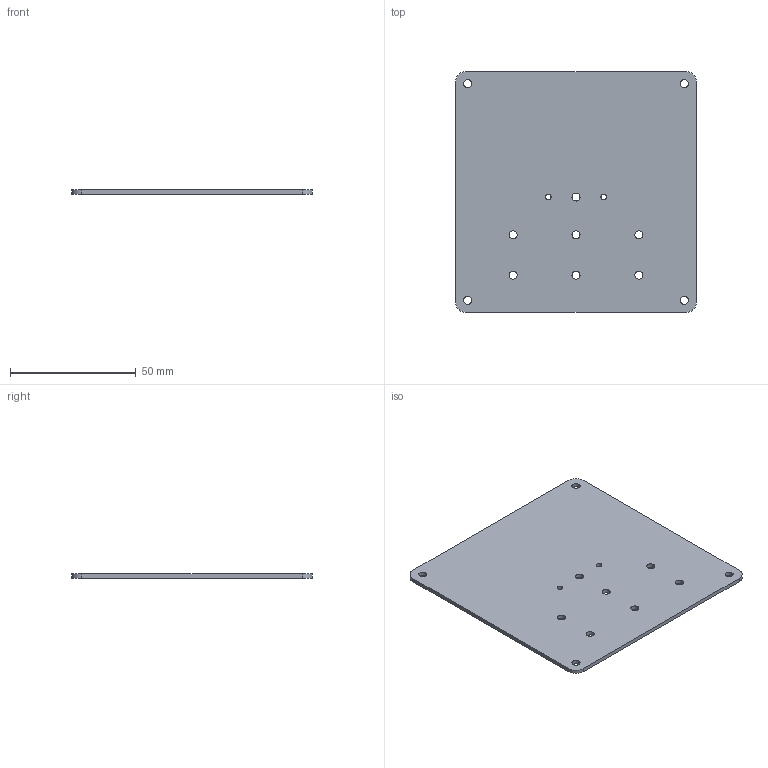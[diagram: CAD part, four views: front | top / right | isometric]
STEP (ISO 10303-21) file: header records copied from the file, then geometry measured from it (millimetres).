
FILE_DESCRIPTION(/* description */ (''),/* implementation_level */ '2;1');
FILE_NAME(/* name */ 'main_pcb_front.step',/* time_stamp */ '2021-10-31T16:42:30+01:00',/* author */ (''),/* organization */ (''),/* preprocessor_version */ 'ST-DEVELOPER v18.1',/* originating_system */ 'Autodesk Translation Framework v10.10.0.1391',/* authorisation */ '');
FILE_SCHEMA (('AUTOMOTIVE_DESIGN { 1 0 10303 214 3 1 1 }'));
Length unit declared in the file: millimetre
Products named in the file (2): main_pcb_front; COMPOUND
Assembly tree (1 placements, depth 2):
  main_pcb_front
    COMPOUND
Bounding box: 95.6 x 95.6 x 1.6 mm (x, y, z)
Volume: 14447.3 mm3; surface area: 18859 mm2
Topology: 1 solids, 1 shells, 23 faces, 63 edges, 42 vertices
Faces by surface type: cylinder 17, plane 6
Full cylindrical faces by diameter (mm): 2.2 x2, 3.2 x11
Entity records: 863 total; most frequent: DIRECTION 149, CARTESIAN_POINT 131, ORIENTED_EDGE 126, EDGE_CURVE 63, AXIS2_PLACEMENT_3D 60, EDGE_LOOP 49, VERTEX_POINT 42, CIRCLE 34
